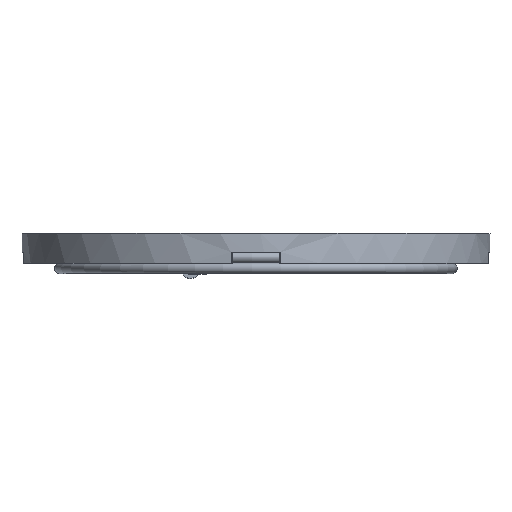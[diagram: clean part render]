
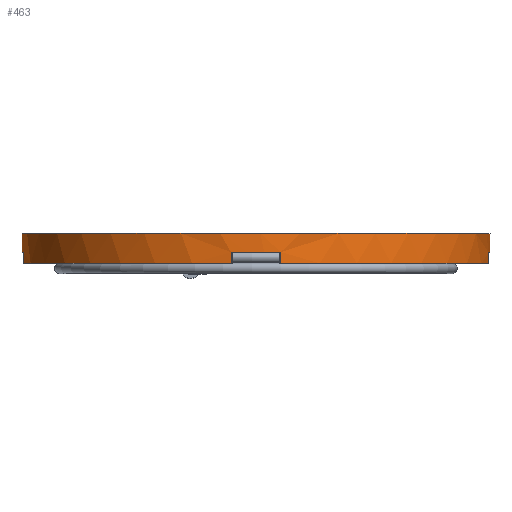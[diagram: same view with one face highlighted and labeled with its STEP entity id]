
A CAD part, top view. The second image highlights one B-rep face of the part: STEP entity #463.
In plain terms, the highlighted cylindrical face has radius 25 mm (diameter 50 mm), a partial arc.
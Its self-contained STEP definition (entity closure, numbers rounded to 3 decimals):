
#463 = ADVANCED_FACE( '', ( #1051 ), #1052, .T. );
#1051 = FACE_OUTER_BOUND( '', #4605, .T. );
#1052 = CYLINDRICAL_SURFACE( '', #4606, 25. );
#4605 = EDGE_LOOP( '', ( #7822, #7823, #7824, #7825, #7826, #7827, #7828, #7829, #7830, #7831, #7832, #7833, #7834, #7835, #7836, #7837 ) );
#4606 = AXIS2_PLACEMENT_3D( '', #7838, #7839, #7840 );
#7822 = ORIENTED_EDGE( '', *, *, #9050, .T. );
#7823 = ORIENTED_EDGE( '', *, *, #9078, .F. );
#7824 = ORIENTED_EDGE( '', *, *, #8946, .F. );
#7825 = ORIENTED_EDGE( '', *, *, #9079, .F. );
#7826 = ORIENTED_EDGE( '', *, *, #8988, .F. );
#7827 = ORIENTED_EDGE( '', *, *, #9080, .T. );
#7828 = ORIENTED_EDGE( '', *, *, #8942, .F. );
#7829 = ORIENTED_EDGE( '', *, *, #9081, .F. );
#7830 = ORIENTED_EDGE( '', *, *, #9082, .F. );
#7831 = ORIENTED_EDGE( '', *, *, #9053, .T. );
#7832 = ORIENTED_EDGE( '', *, *, #8957, .F. );
#7833 = ORIENTED_EDGE( '', *, *, #8900, .F. );
#7834 = ORIENTED_EDGE( '', *, *, #9083, .T. );
#7835 = ORIENTED_EDGE( '', *, *, #8966, .T. );
#7836 = ORIENTED_EDGE( '', *, *, #8954, .F. );
#7837 = ORIENTED_EDGE( '', *, *, #8742, .T. );
#7838 = CARTESIAN_POINT( '', ( 0., -2., 0. ) );
#7839 = DIRECTION( '', ( 0., -1., 0. ) );
#7840 = DIRECTION( '', ( 0., 0., 1. ) );
#8742 = EDGE_CURVE( '', #9390, #9388, #9391, .T. );
#8900 = EDGE_CURVE( '', #9649, #9645, #9651, .T. );
#8942 = EDGE_CURVE( '', #9710, #9712, #9713, .T. );
#8946 = EDGE_CURVE( '', #9718, #9720, #9721, .T. );
#8954 = EDGE_CURVE( '', #9390, #9733, #9734, .T. );
#8957 = EDGE_CURVE( '', #9645, #9738, #9739, .T. );
#8966 = EDGE_CURVE( '', #9751, #9733, #9752, .T. );
#8988 = EDGE_CURVE( '', #9784, #9786, #9787, .T. );
#9050 = EDGE_CURVE( '', #9388, #9866, #9868, .T. );
#9053 = EDGE_CURVE( '', #9871, #9738, #9872, .T. );
#9078 = EDGE_CURVE( '', #9720, #9866, #9904, .T. );
#9079 = EDGE_CURVE( '', #9786, #9718, #9905, .T. );
#9080 = EDGE_CURVE( '', #9784, #9712, #9906, .T. );
#9081 = EDGE_CURVE( '', #9907, #9710, #9908, .T. );
#9082 = EDGE_CURVE( '', #9871, #9907, #9909, .T. );
#9083 = EDGE_CURVE( '', #9649, #9751, #9910, .T. );
#9388 = VERTEX_POINT( '', #10747 );
#9390 = VERTEX_POINT( '', #10750 );
#9391 = LINE( '', #10751, #10752 );
#9645 = VERTEX_POINT( '', #11845 );
#9649 = VERTEX_POINT( '', #11851 );
#9651 = LINE( '', #11854, #11855 );
#9710 = VERTEX_POINT( '', #11982 );
#9712 = VERTEX_POINT( '', #11985 );
#9713 = CIRCLE( '', #11986, 25. );
#9718 = VERTEX_POINT( '', #11992 );
#9720 = VERTEX_POINT( '', #11995 );
#9721 = CIRCLE( '', #11996, 25. );
#9733 = VERTEX_POINT( '', #12012 );
#9734 = CIRCLE( '', #12013, 25. );
#9738 = VERTEX_POINT( '', #12018 );
#9739 = CIRCLE( '', #12019, 25. );
#9751 = VERTEX_POINT( '', #12034 );
#9752 = LINE( '', #12035, #12036 );
#9784 = VERTEX_POINT( '', #12075 );
#9786 = VERTEX_POINT( '', #12078 );
#9787 = CIRCLE( '', #12079, 25. );
#9866 = VERTEX_POINT( '', #12304 );
#9868 = CIRCLE( '', #12307, 25. );
#9871 = VERTEX_POINT( '', #12311 );
#9872 = LINE( '', #12312, #12313 );
#9904 = LINE( '', #12377, #12378 );
#9905 = LINE( '', #12379, #12380 );
#9906 = LINE( '', #12381, #12382 );
#9907 = VERTEX_POINT( '', #12383 );
#9908 = LINE( '', #12384, #12385 );
#9909 = CIRCLE( '', #12386, 25. );
#9910 = CIRCLE( '', #12387, 25. );
#10747 = CARTESIAN_POINT( '', ( 9., 0., -23.324 ) );
#10750 = CARTESIAN_POINT( '', ( 9., -2., -23.324 ) );
#10751 = CARTESIAN_POINT( '', ( 9., -2., -23.324 ) );
#10752 = VECTOR( '', #12965, 1000. );
#11845 = CARTESIAN_POINT( '', ( 24.858, -2., -2.66 ) );
#11851 = CARTESIAN_POINT( '', ( 24.858, -3.2, -2.66 ) );
#11854 = CARTESIAN_POINT( '', ( 24.858, -3.2, -2.66 ) );
#11855 = VECTOR( '', #13092, 1000. );
#11982 = CARTESIAN_POINT( '', ( 2.66, -2., 24.858 ) );
#11985 = CARTESIAN_POINT( '', ( -2.66, -2., 24.858 ) );
#11986 = AXIS2_PLACEMENT_3D( '', #13123, #13124, #13125 );
#11992 = CARTESIAN_POINT( '', ( -24.858, -2., 2.66 ) );
#11995 = CARTESIAN_POINT( '', ( -24.98, -2., 1. ) );
#11996 = AXIS2_PLACEMENT_3D( '', #13131, #13132, #13133 );
#12012 = CARTESIAN_POINT( '', ( 9.574, -2., -23.094 ) );
#12013 = AXIS2_PLACEMENT_3D( '', #13147, #13148, #13149 );
#12018 = CARTESIAN_POINT( '', ( 24.858, -2., 2.66 ) );
#12019 = AXIS2_PLACEMENT_3D( '', #13154, #13155, #13156 );
#12034 = CARTESIAN_POINT( '', ( 9.574, -3.2, -23.094 ) );
#12035 = CARTESIAN_POINT( '', ( 9.574, -3.2, -23.094 ) );
#12036 = VECTOR( '', #13166, 1000. );
#12075 = CARTESIAN_POINT( '', ( -2.66, -3.2, 24.858 ) );
#12078 = CARTESIAN_POINT( '', ( -24.858, -3.2, 2.66 ) );
#12079 = AXIS2_PLACEMENT_3D( '', #13193, #13194, #13195 );
#12304 = CARTESIAN_POINT( '', ( -24.98, 0., 1. ) );
#12307 = AXIS2_PLACEMENT_3D( '', #13251, #13252, #13253 );
#12311 = CARTESIAN_POINT( '', ( 24.858, -3.2, 2.66 ) );
#12312 = CARTESIAN_POINT( '', ( 24.858, -3.2, 2.66 ) );
#12313 = VECTOR( '', #13255, 1000. );
#12377 = CARTESIAN_POINT( '', ( -24.98, -2., 1. ) );
#12378 = VECTOR( '', #13271, 1000. );
#12379 = CARTESIAN_POINT( '', ( -24.858, -3.2, 2.66 ) );
#12380 = VECTOR( '', #13272, 1000. );
#12381 = CARTESIAN_POINT( '', ( -2.66, -3.2, 24.858 ) );
#12382 = VECTOR( '', #13273, 1000. );
#12383 = CARTESIAN_POINT( '', ( 2.66, -3.2, 24.858 ) );
#12384 = CARTESIAN_POINT( '', ( 2.66, -3.2, 24.858 ) );
#12385 = VECTOR( '', #13274, 1000. );
#12386 = AXIS2_PLACEMENT_3D( '', #13275, #13276, #13277 );
#12387 = AXIS2_PLACEMENT_3D( '', #13278, #13279, #13280 );
#12965 = DIRECTION( '', ( 0., 1., 0. ) );
#13092 = DIRECTION( '', ( 0., 1., 0. ) );
#13123 = CARTESIAN_POINT( '', ( 0., -2., 0. ) );
#13124 = DIRECTION( '', ( 0., -1., 0. ) );
#13125 = DIRECTION( '', ( -1., 0., 0. ) );
#13131 = CARTESIAN_POINT( '', ( 0., -2., 0. ) );
#13132 = DIRECTION( '', ( 0., -1., 0. ) );
#13133 = DIRECTION( '', ( -1., 0., 0. ) );
#13147 = CARTESIAN_POINT( '', ( 0., -2., 0. ) );
#13148 = DIRECTION( '', ( 0., -1., 0. ) );
#13149 = DIRECTION( '', ( -1., 0., 0. ) );
#13154 = CARTESIAN_POINT( '', ( 0., -2., 0. ) );
#13155 = DIRECTION( '', ( 0., -1., 0. ) );
#13156 = DIRECTION( '', ( -1., 0., 0. ) );
#13166 = DIRECTION( '', ( 0., 1., 0. ) );
#13193 = CARTESIAN_POINT( '', ( 0., -3.2, 0. ) );
#13194 = DIRECTION( '', ( 0., -1., 0. ) );
#13195 = DIRECTION( '', ( 1., 0., 0. ) );
#13251 = CARTESIAN_POINT( '', ( 0., 0., 0. ) );
#13252 = DIRECTION( '', ( 0., -1., 0. ) );
#13253 = DIRECTION( '', ( -1., 0., 0. ) );
#13255 = DIRECTION( '', ( 0., 1., 0. ) );
#13271 = DIRECTION( '', ( 0., 1., 0. ) );
#13272 = DIRECTION( '', ( 0., 1., 0. ) );
#13273 = DIRECTION( '', ( 0., 1., 0. ) );
#13274 = DIRECTION( '', ( 0., 1., 0. ) );
#13275 = CARTESIAN_POINT( '', ( 0., -3.2, 0. ) );
#13276 = DIRECTION( '', ( 0., -1., 0. ) );
#13277 = DIRECTION( '', ( -1., 0., 0. ) );
#13278 = CARTESIAN_POINT( '', ( 0., -3.2, 0. ) );
#13279 = DIRECTION( '', ( 0., 1., 0. ) );
#13280 = DIRECTION( '', ( -1., 0., 0. ) );
